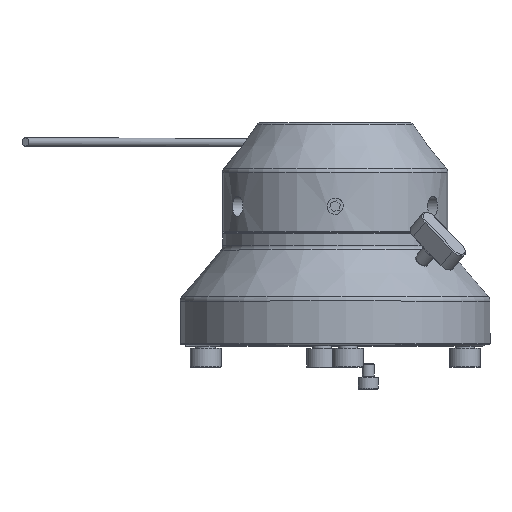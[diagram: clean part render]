
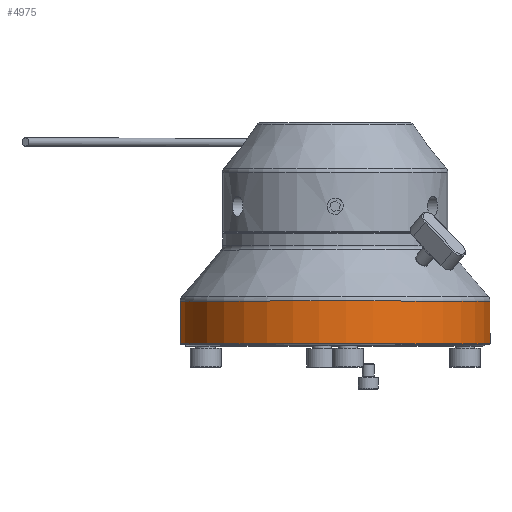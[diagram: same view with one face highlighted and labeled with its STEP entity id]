
A CAD part, top view. The second image highlights one B-rep face of the part: STEP entity #4975.
In plain terms, the highlighted cylindrical face has radius 65 mm (diameter 130 mm), a full revolution.
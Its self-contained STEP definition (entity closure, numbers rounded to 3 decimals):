
#32 = VERTEX_POINT ( 'NONE', #1417 ) ;
#773 = EDGE_CURVE ( 'NONE', #32, #32, #1693, .T. ) ;
#1417 = CARTESIAN_POINT ( 'NONE',  ( 0., 18., -65. ) ) ;
#1587 = VERTEX_POINT ( 'NONE', #7621 ) ;
#1609 = CIRCLE ( 'NONE', #8880, 65. ) ;
#1693 = CIRCLE ( 'NONE', #7377, 65. ) ;
#1902 = DIRECTION ( 'NONE',  ( 0., 1., 0. ) ) ;
#2062 = EDGE_CURVE ( 'NONE', #1587, #1587, #1609, .T. ) ;
#2416 = CARTESIAN_POINT ( 'NONE',  ( 0., 0., 0. ) ) ;
#3067 = CARTESIAN_POINT ( 'NONE',  ( 0., 0.2, 0. ) ) ;
#3252 = FACE_OUTER_BOUND ( 'NONE', #7232, .T. ) ;
#3483 = DIRECTION ( 'NONE',  ( 0., 0., -1. ) ) ;
#4533 = ORIENTED_EDGE ( 'NONE', *, *, #2062, .T. ) ;
#4975 = ADVANCED_FACE ( 'NONE', ( #9287, #3252 ), #9194, .T. ) ;
#5349 = DIRECTION ( 'NONE',  ( 0., -1., 0. ) ) ;
#6315 = ORIENTED_EDGE ( 'NONE', *, *, #773, .T. ) ;
#6647 = EDGE_LOOP ( 'NONE', ( #4533 ) ) ;
#6713 = CARTESIAN_POINT ( 'NONE',  ( 0., 18., 0. ) ) ;
#7149 = AXIS2_PLACEMENT_3D ( 'NONE', #2416, #5349, #8354 ) ;
#7232 = EDGE_LOOP ( 'NONE', ( #6315 ) ) ;
#7247 = DIRECTION ( 'NONE',  ( 0., -1., 0. ) ) ;
#7377 = AXIS2_PLACEMENT_3D ( 'NONE', #6713, #7247, #9718 ) ;
#7621 = CARTESIAN_POINT ( 'NONE',  ( 0., 0.2, -65. ) ) ;
#8354 = DIRECTION ( 'NONE',  ( 0., 0., -1. ) ) ;
#8880 = AXIS2_PLACEMENT_3D ( 'NONE', #3067, #1902, #3483 ) ;
#9194 = CYLINDRICAL_SURFACE ( 'NONE', #7149, 65. ) ;
#9287 = FACE_OUTER_BOUND ( 'NONE', #6647, .T. ) ;
#9718 = DIRECTION ( 'NONE',  ( 0., 0., -1. ) ) ;
